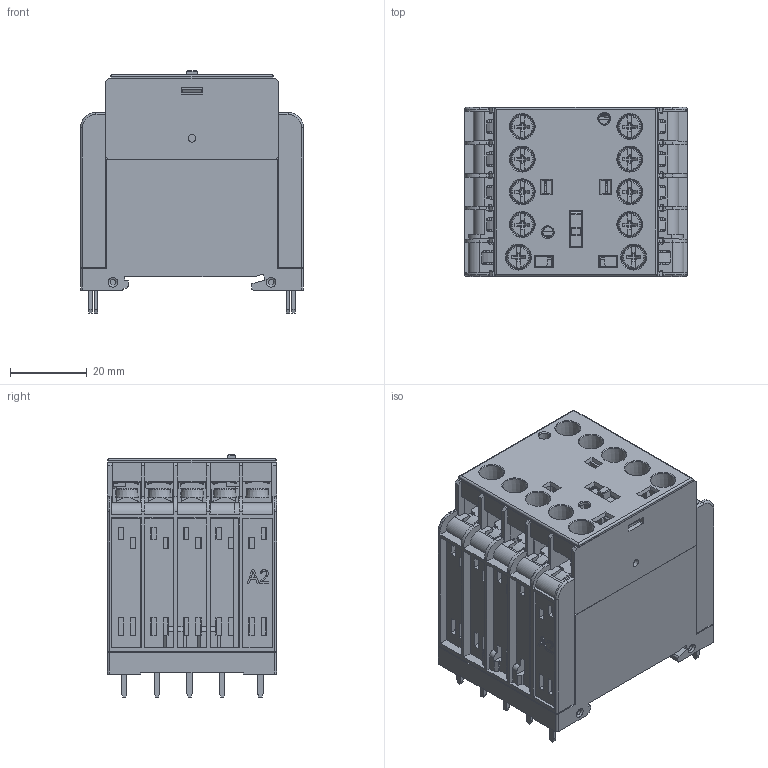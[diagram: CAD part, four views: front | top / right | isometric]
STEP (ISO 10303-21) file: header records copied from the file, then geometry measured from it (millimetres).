
FILE_DESCRIPTION(/* description */ (''),/* implementation_level */ '2;1');
FILE_NAME(/* name */ 'FILE_STP_CAD_DRAWING_3d_11BGP_prt.stp',/* time_stamp */ '2021-11-22T15:19:46+01:00',/* author */ (''),/* organization */ (''),/* preprocessor_version */ 'ST-DEVELOPER v16.7',/* originating_system */ 'SIEMENS PLM Software NX 12.0',/* authorisation */ '');
FILE_SCHEMA (('AUTOMOTIVE_DESIGN { 1 0 10303 214 3 1 1 1 }'));
Products named in the file (1): 3d_11BGP
Bounding box: 58 x 44 x 63.01 mm (x, y, z)
Surface area: 37567.5 mm2 (no closed solid volume)
Topology: 0 solids, 88 shells, 1647 faces, 7392 edges, 5711 vertices
Faces by surface type: plane 1223, cylinder 315, cone 39, extrusion 37, torus 33
Full cylindrical faces by diameter (mm): 1.5 x4, 2 x1, 3 x7, 6.2 x10
Entity records: 77655 total; most frequent: CARTESIAN_POINT 19268, DIRECTION 11214, ORIENTED_EDGE 10675, EDGE_CURVE 7286, VERTEX_POINT 5674, VECTOR 5490, LINE 5453, AXIS2_PLACEMENT_3D 2862
